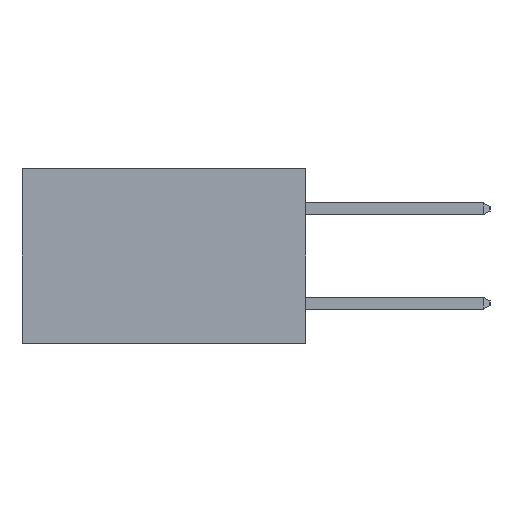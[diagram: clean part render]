
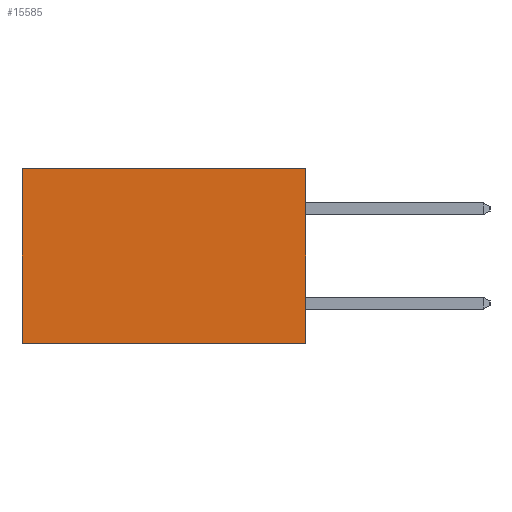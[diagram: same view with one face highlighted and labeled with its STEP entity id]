
A CAD part, left-side view. The second image highlights one B-rep face of the part: STEP entity #15585.
In plain terms, the highlighted planar face has unit normal (-1, 0, 0).
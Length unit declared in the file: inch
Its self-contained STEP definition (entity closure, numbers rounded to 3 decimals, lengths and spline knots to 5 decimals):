
#462 = CARTESIAN_POINT ( 'NONE',  ( 0.298, 0., 0. ) ) ;
#530 = DIRECTION ( 'NONE',  ( 0., 0., -1. ) ) ;
#2446 = VERTEX_POINT ( 'NONE', #29474 ) ;
#4442 = EDGE_CURVE ( 'NONE', #2446, #27832, #4744, .T. ) ;
#4744 = LINE ( 'NONE', #29111, #28887 ) ;
#6418 = EDGE_CURVE ( 'NONE', #2446, #17825, #22212, .T. ) ;
#6527 = VERTEX_POINT ( 'NONE', #24385 ) ;
#6866 = CARTESIAN_POINT ( 'NONE',  ( 0.298, 0.6, 0. ) ) ;
#7909 = DIRECTION ( 'NONE',  ( 0., 1., 0. ) ) ;
#8505 = LINE ( 'NONE', #19394, #13993 ) ;
#8578 = AXIS2_PLACEMENT_3D ( 'NONE', #18740, #9462, #25731 ) ;
#9462 = DIRECTION ( 'NONE',  ( 1., 0., 0. ) ) ;
#9822 = VECTOR ( 'NONE', #7909, 39.37008 ) ;
#10378 = EDGE_CURVE ( 'NONE', #27832, #6527, #16148, .T. ) ;
#13993 = VECTOR ( 'NONE', #530, 39.37008 ) ;
#15585 = ADVANCED_FACE ( 'NONE', ( #22932 ), #23405, .F. ) ;
#15931 = CARTESIAN_POINT ( 'NONE',  ( 0.298, 0., -0.37 ) ) ;
#16148 = LINE ( 'NONE', #15931, #20940 ) ;
#17825 = VERTEX_POINT ( 'NONE', #6866 ) ;
#18292 = DIRECTION ( 'NONE',  ( 0., 1., 0. ) ) ;
#18740 = CARTESIAN_POINT ( 'NONE',  ( 0.298, 0., 0. ) ) ;
#18770 = EDGE_CURVE ( 'NONE', #17825, #6527, #8505, .T. ) ;
#18968 = EDGE_LOOP ( 'NONE', ( #24268, #22790, #24836, #25175 ) ) ;
#19394 = CARTESIAN_POINT ( 'NONE',  ( 0.298, 0.6, 0. ) ) ;
#19532 = DIRECTION ( 'NONE',  ( 0., 0., -1. ) ) ;
#20940 = VECTOR ( 'NONE', #18292, 39.37008 ) ;
#22194 = CARTESIAN_POINT ( 'NONE',  ( 0.298, 0., -0.37 ) ) ;
#22212 = LINE ( 'NONE', #462, #9822 ) ;
#22790 = ORIENTED_EDGE ( 'NONE', *, *, #10378, .F. ) ;
#22932 = FACE_OUTER_BOUND ( 'NONE', #18968, .T. ) ;
#23405 = PLANE ( 'NONE',  #8578 ) ;
#24268 = ORIENTED_EDGE ( 'NONE', *, *, #18770, .T. ) ;
#24385 = CARTESIAN_POINT ( 'NONE',  ( 0.298, 0.6, -0.37 ) ) ;
#24836 = ORIENTED_EDGE ( 'NONE', *, *, #4442, .F. ) ;
#25175 = ORIENTED_EDGE ( 'NONE', *, *, #6418, .T. ) ;
#25731 = DIRECTION ( 'NONE',  ( 0., 0., -1. ) ) ;
#27832 = VERTEX_POINT ( 'NONE', #22194 ) ;
#28887 = VECTOR ( 'NONE', #19532, 39.37008 ) ;
#29111 = CARTESIAN_POINT ( 'NONE',  ( 0.298, 0., 0. ) ) ;
#29474 = CARTESIAN_POINT ( 'NONE',  ( 0.298, 0., 0. ) ) ;
